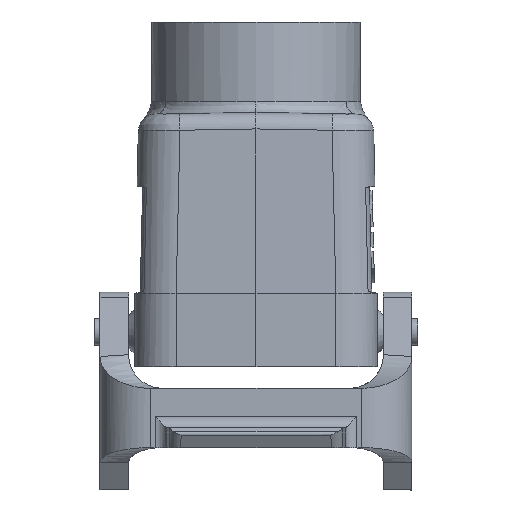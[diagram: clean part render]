
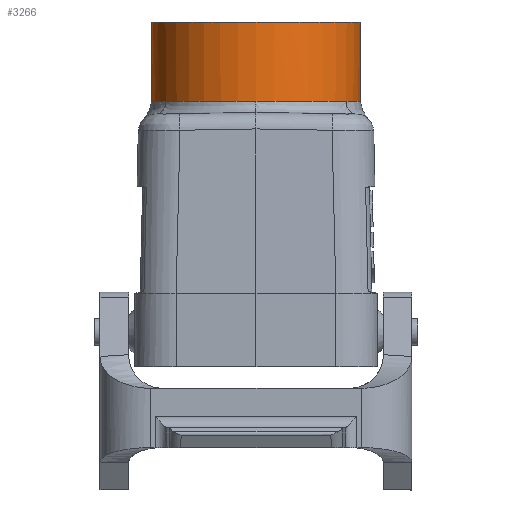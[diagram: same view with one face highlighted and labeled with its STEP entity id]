
A CAD part, left-side view. The second image highlights one B-rep face of the part: STEP entity #3266.
In plain terms, the highlighted cylindrical face has radius 18.5 mm (diameter 37 mm), a full revolution.
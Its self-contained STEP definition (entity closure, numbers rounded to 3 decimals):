
#959=CYLINDRICAL_SURFACE('',#8395,18.5);
#1120=B_SPLINE_CURVE_WITH_KNOTS('',3,(#11469,#11470,#11471,#11472,#11473,
#11474),.UNSPECIFIED.,.F.,.F.,(4,2,4),(0.,0.5,1.),.UNSPECIFIED.);
#1122=B_SPLINE_CURVE_WITH_KNOTS('',3,(#11576,#11577,#11578,#11579,#11580,
#11581),.UNSPECIFIED.,.F.,.F.,(4,2,4),(0.,0.5,1.),.UNSPECIFIED.);
#1124=B_SPLINE_CURVE_WITH_KNOTS('',3,(#11615,#11616,#11617,#11618,#11619,
#11620),.UNSPECIFIED.,.F.,.F.,(4,2,4),(0.,0.5,1.),.UNSPECIFIED.);
#1126=B_SPLINE_CURVE_WITH_KNOTS('',3,(#11654,#11655,#11656,#11657,#11658,
#11659),.UNSPECIFIED.,.F.,.F.,(4,2,4),(0.,0.5,1.),.UNSPECIFIED.);
#1128=B_SPLINE_CURVE_WITH_KNOTS('',3,(#11761,#11762,#11763,#11764,#11765,
#11766),.UNSPECIFIED.,.F.,.F.,(4,2,4),(0.,0.5,1.),.UNSPECIFIED.);
#1130=B_SPLINE_CURVE_WITH_KNOTS('',3,(#11798,#11799,#11800,#11801,#11802,
#11803),.UNSPECIFIED.,.F.,.F.,(4,2,4),(0.,0.5,1.),.UNSPECIFIED.);
#3266=ADVANCED_FACE('',(#3707,#3708),#959,.T.);
#3707=FACE_BOUND('',#3809,.T.);
#3708=FACE_BOUND('',#3810,.T.);
#3809=EDGE_LOOP('',(#4398));
#3810=EDGE_LOOP('',(#4399,#4400,#4401,#4402,#4403,#4404));
#4398=ORIENTED_EDGE('',*,*,#7144,.F.);
#4399=ORIENTED_EDGE('',*,*,#7139,.T.);
#4400=ORIENTED_EDGE('',*,*,#7136,.T.);
#4401=ORIENTED_EDGE('',*,*,#7133,.T.);
#4402=ORIENTED_EDGE('',*,*,#7130,.T.);
#4403=ORIENTED_EDGE('',*,*,#7127,.T.);
#4404=ORIENTED_EDGE('',*,*,#7142,.T.);
#6445=VERTEX_POINT('',#11467);
#6447=VERTEX_POINT('',#11475);
#6449=VERTEX_POINT('',#11582);
#6451=VERTEX_POINT('',#11621);
#6453=VERTEX_POINT('',#11660);
#6455=VERTEX_POINT('',#11767);
#6457=VERTEX_POINT('',#11833);
#7127=EDGE_CURVE('',#6447,#6445,#1120,.T.);
#7130=EDGE_CURVE('',#6449,#6447,#1122,.T.);
#7133=EDGE_CURVE('',#6451,#6449,#1124,.T.);
#7136=EDGE_CURVE('',#6453,#6451,#1126,.T.);
#7139=EDGE_CURVE('',#6455,#6453,#1128,.T.);
#7142=EDGE_CURVE('',#6445,#6455,#1130,.T.);
#7144=EDGE_CURVE('',#6457,#6457,#8038,.T.);
#8038=CIRCLE('',#8394,18.5);
#8394=AXIS2_PLACEMENT_3D('',#11832,#9184,#9185);
#8395=AXIS2_PLACEMENT_3D('',#11834,#9186,#9187);
#9184=DIRECTION('',(0.,0.,1.));
#9185=DIRECTION('',(-1.,0.,0.));
#9186=DIRECTION('',(0.,0.,1.));
#9187=DIRECTION('',(1.,0.,0.));
#11467=CARTESIAN_POINT('',(9.436,-15.913,37.85));
#11469=CARTESIAN_POINT('',(-9.436,-15.913,37.85));
#11470=CARTESIAN_POINT('',(-6.597,-17.596,37.85));
#11471=CARTESIAN_POINT('',(-3.301,-18.5,37.85));
#11472=CARTESIAN_POINT('',(3.301,-18.5,37.85));
#11473=CARTESIAN_POINT('',(6.597,-17.596,37.85));
#11474=CARTESIAN_POINT('',(9.436,-15.913,37.85));
#11475=CARTESIAN_POINT('',(-9.436,-15.913,37.85));
#11576=CARTESIAN_POINT('',(-18.5,0.,37.85));
#11577=CARTESIAN_POINT('',(-18.5,-3.193,37.85));
#11578=CARTESIAN_POINT('',(-17.655,-6.382,37.85));
#11579=CARTESIAN_POINT('',(-14.495,-11.931,37.85));
#11580=CARTESIAN_POINT('',(-12.182,-14.284,37.85));
#11581=CARTESIAN_POINT('',(-9.436,-15.913,37.85));
#11582=CARTESIAN_POINT('',(-18.5,0.,37.85));
#11615=CARTESIAN_POINT('',(-9.436,15.912,37.85));
#11616=CARTESIAN_POINT('',(-12.183,14.284,37.85));
#11617=CARTESIAN_POINT('',(-14.495,11.931,37.85));
#11618=CARTESIAN_POINT('',(-17.655,6.382,37.85));
#11619=CARTESIAN_POINT('',(-18.5,3.193,37.85));
#11620=CARTESIAN_POINT('',(-18.5,0.,37.85));
#11621=CARTESIAN_POINT('',(-9.436,15.912,37.85));
#11654=CARTESIAN_POINT('',(9.436,15.913,37.85));
#11655=CARTESIAN_POINT('',(6.597,17.596,37.85));
#11656=CARTESIAN_POINT('',(3.301,18.5,37.85));
#11657=CARTESIAN_POINT('',(-3.301,18.5,37.85));
#11658=CARTESIAN_POINT('',(-6.597,17.596,37.85));
#11659=CARTESIAN_POINT('',(-9.436,15.912,37.85));
#11660=CARTESIAN_POINT('',(9.436,15.913,37.85));
#11761=CARTESIAN_POINT('',(18.5,0.,37.85));
#11762=CARTESIAN_POINT('',(18.5,3.193,37.85));
#11763=CARTESIAN_POINT('',(17.655,6.382,37.85));
#11764=CARTESIAN_POINT('',(14.495,11.931,37.85));
#11765=CARTESIAN_POINT('',(12.182,14.284,37.85));
#11766=CARTESIAN_POINT('',(9.436,15.913,37.85));
#11767=CARTESIAN_POINT('',(18.5,0.,37.85));
#11798=CARTESIAN_POINT('',(9.436,-15.913,37.85));
#11799=CARTESIAN_POINT('',(12.183,-14.284,37.85));
#11800=CARTESIAN_POINT('',(14.495,-11.931,37.85));
#11801=CARTESIAN_POINT('',(17.655,-6.382,37.85));
#11802=CARTESIAN_POINT('',(18.5,-3.193,37.85));
#11803=CARTESIAN_POINT('',(18.5,0.,37.85));
#11832=CARTESIAN_POINT('',(0.,0.,51.85));
#11833=CARTESIAN_POINT('',(-18.5,0.,51.85));
#11834=CARTESIAN_POINT('',(0.,0.,35.35));
